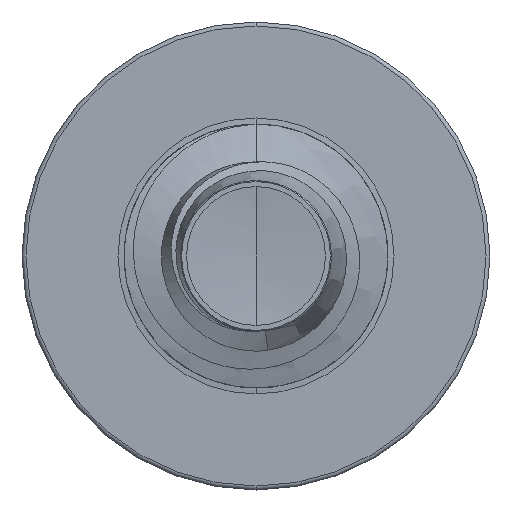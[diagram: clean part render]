
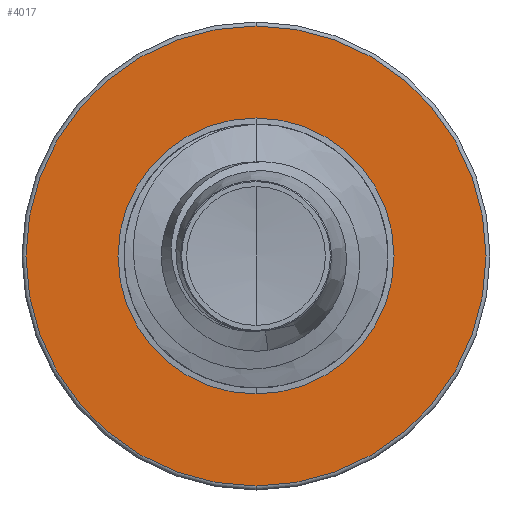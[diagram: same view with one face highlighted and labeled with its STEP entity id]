
A CAD part, front view. The second image highlights one B-rep face of the part: STEP entity #4017.
In plain terms, the highlighted planar face has unit normal (0, -1, 0).
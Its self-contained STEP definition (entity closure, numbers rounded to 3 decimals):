
#63 = CARTESIAN_POINT ( 'NONE',  ( 0., 6., 0. ) ) ;
#88 = DIRECTION ( 'NONE',  ( 0., 1., 0. ) ) ;
#303 = CARTESIAN_POINT ( 'NONE',  ( 0., 6., 0. ) ) ;
#402 = DIRECTION ( 'NONE',  ( 0., 1., 0. ) ) ;
#459 = DIRECTION ( 'NONE',  ( 0., 0., 1. ) ) ;
#1390 = EDGE_LOOP ( 'NONE', ( #6411, #14721 ) ) ;
#3540 = EDGE_CURVE ( 'NONE', #4061, #13010, #15073, .T. ) ;
#3594 = CARTESIAN_POINT ( 'NONE',  ( 0., 6., 1.15 ) ) ;
#3627 = DIRECTION ( 'NONE',  ( 0., 0., 1. ) ) ;
#3689 = CARTESIAN_POINT ( 'NONE',  ( 0., 6., 0. ) ) ;
#3777 = DIRECTION ( 'NONE',  ( 0., 1., 0. ) ) ;
#4017 = ADVANCED_FACE ( 'NONE', ( #7804, #11071 ), #13507, .F. ) ;
#4061 = VERTEX_POINT ( 'NONE', #13195 ) ;
#5737 = AXIS2_PLACEMENT_3D ( 'NONE', #10619, #10601, #10574 ) ;
#6178 = CIRCLE ( 'NONE', #11146, 1.917 ) ;
#6354 = CARTESIAN_POINT ( 'NONE',  ( 0., 6., 1.917 ) ) ;
#6411 = ORIENTED_EDGE ( 'NONE', *, *, #11248, .T. ) ;
#6446 = CIRCLE ( 'NONE', #5737, 1.15 ) ;
#6472 = CIRCLE ( 'NONE', #9112, 1.917 ) ;
#6739 = EDGE_CURVE ( 'NONE', #12297, #14059, #6472, .T. ) ;
#7408 = CARTESIAN_POINT ( 'NONE',  ( 0., 6., -1.917 ) ) ;
#7526 = DIRECTION ( 'NONE',  ( 0., 0., 1. ) ) ;
#7804 = FACE_OUTER_BOUND ( 'NONE', #12438, .T. ) ;
#9112 = AXIS2_PLACEMENT_3D ( 'NONE', #3689, #3777, #3627 ) ;
#9585 = EDGE_CURVE ( 'NONE', #14059, #12297, #6178, .T. ) ;
#10574 = DIRECTION ( 'NONE',  ( 0., 0., 1. ) ) ;
#10601 = DIRECTION ( 'NONE',  ( 0., 1., 0. ) ) ;
#10619 = CARTESIAN_POINT ( 'NONE',  ( 0., 6., 0. ) ) ;
#11040 = ORIENTED_EDGE ( 'NONE', *, *, #6739, .F. ) ;
#11071 = FACE_BOUND ( 'NONE', #1390, .T. ) ;
#11146 = AXIS2_PLACEMENT_3D ( 'NONE', #303, #402, #459 ) ;
#11248 = EDGE_CURVE ( 'NONE', #13010, #4061, #6446, .T. ) ;
#12297 = VERTEX_POINT ( 'NONE', #6354 ) ;
#12438 = EDGE_LOOP ( 'NONE', ( #11040, #16212 ) ) ;
#13010 = VERTEX_POINT ( 'NONE', #3594 ) ;
#13073 = AXIS2_PLACEMENT_3D ( 'NONE', #13330, #13226, #13209 ) ;
#13195 = CARTESIAN_POINT ( 'NONE',  ( 0., 6., -1.15 ) ) ;
#13209 = DIRECTION ( 'NONE',  ( 0., 0., 1. ) ) ;
#13226 = DIRECTION ( 'NONE',  ( 0., 1., 0. ) ) ;
#13330 = CARTESIAN_POINT ( 'NONE',  ( 0., 6., -1.15 ) ) ;
#13507 = PLANE ( 'NONE',  #13073 ) ;
#14059 = VERTEX_POINT ( 'NONE', #7408 ) ;
#14721 = ORIENTED_EDGE ( 'NONE', *, *, #3540, .T. ) ;
#15073 = CIRCLE ( 'NONE', #15130, 1.15 ) ;
#15130 = AXIS2_PLACEMENT_3D ( 'NONE', #63, #88, #7526 ) ;
#16212 = ORIENTED_EDGE ( 'NONE', *, *, #9585, .F. ) ;
